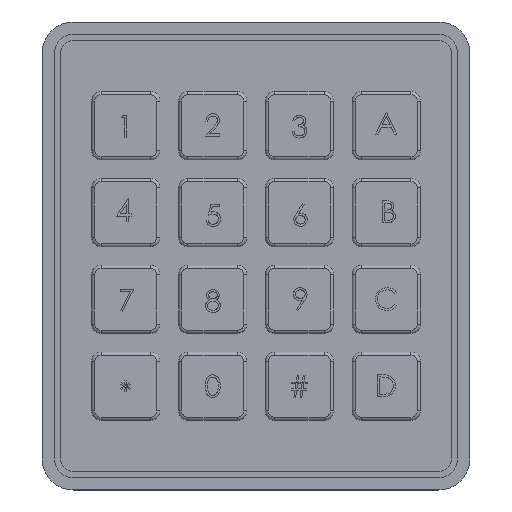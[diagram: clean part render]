
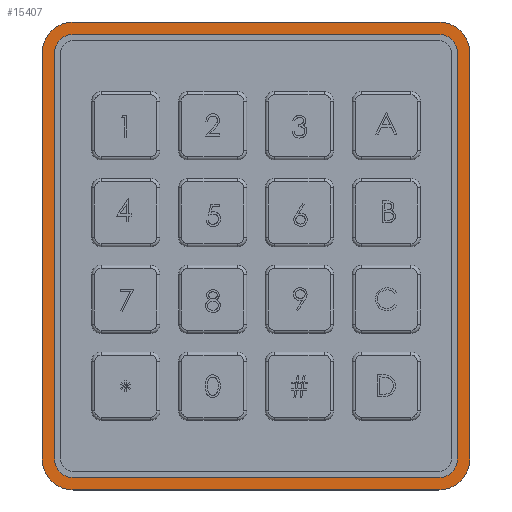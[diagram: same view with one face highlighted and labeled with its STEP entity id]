
A CAD part, top view. The second image highlights one B-rep face of the part: STEP entity #15407.
In plain terms, the highlighted planar face has unit normal (0, 0, 1).
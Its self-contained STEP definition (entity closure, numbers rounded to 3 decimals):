
#90 = LINE ( 'NONE', #20530, #12029 ) ;
#318 = PLANE ( 'NONE',  #4074 ) ;
#378 = VERTEX_POINT ( 'NONE', #6470 ) ;
#769 = VERTEX_POINT ( 'NONE', #19929 ) ;
#1358 = VECTOR ( 'NONE', #20123, 1000. ) ;
#1503 = CARTESIAN_POINT ( 'NONE',  ( -32.5, 32.75, 1. ) ) ;
#1510 = ORIENTED_EDGE ( 'NONE', *, *, #16968, .F. ) ;
#1648 = EDGE_CURVE ( 'NONE', #18174, #21428, #16461, .T. ) ;
#1797 = AXIS2_PLACEMENT_3D ( 'NONE', #3340, #20868, #14281 ) ;
#1883 = LINE ( 'NONE', #21652, #9836 ) ;
#1960 = LINE ( 'NONE', #14968, #14984 ) ;
#2061 = ORIENTED_EDGE ( 'NONE', *, *, #12435, .F. ) ;
#2169 = CIRCLE ( 'NONE', #20695, 5. ) ;
#2202 = VERTEX_POINT ( 'NONE', #3357 ) ;
#2340 = CARTESIAN_POINT ( 'NONE',  ( -29.5, -37.75, 1. ) ) ;
#3214 = VERTEX_POINT ( 'NONE', #4897 ) ;
#3340 = CARTESIAN_POINT ( 'NONE',  ( 29.5, 32.75, 1. ) ) ;
#3357 = CARTESIAN_POINT ( 'NONE',  ( -32.5, -32.75, 1. ) ) ;
#3415 = ORIENTED_EDGE ( 'NONE', *, *, #10153, .T. ) ;
#3589 = CARTESIAN_POINT ( 'NONE',  ( -29.5, -35.75, 1. ) ) ;
#3637 = CARTESIAN_POINT ( 'NONE',  ( -29.5, 32.75, 1. ) ) ;
#3671 = ORIENTED_EDGE ( 'NONE', *, *, #16071, .T. ) ;
#3791 = CARTESIAN_POINT ( 'NONE',  ( -29.5, 32.75, 1. ) ) ;
#3832 = ORIENTED_EDGE ( 'NONE', *, *, #20197, .T. ) ;
#3976 = VERTEX_POINT ( 'NONE', #18298 ) ;
#4074 = AXIS2_PLACEMENT_3D ( 'NONE', #3637, #7105, #13868 ) ;
#4423 = CIRCLE ( 'NONE', #1797, 3. ) ;
#4443 = VERTEX_POINT ( 'NONE', #5648 ) ;
#4564 = AXIS2_PLACEMENT_3D ( 'NONE', #9725, #4825, #15018 ) ;
#4825 = DIRECTION ( 'NONE',  ( 0., 0., 1. ) ) ;
#4852 = DIRECTION ( 'NONE',  ( 0., 1., 0. ) ) ;
#4897 = CARTESIAN_POINT ( 'NONE',  ( 34.5, -32.75, 1. ) ) ;
#4931 = DIRECTION ( 'NONE',  ( 0., 0., 1. ) ) ;
#5018 = DIRECTION ( 'NONE',  ( -1., 0., 0. ) ) ;
#5030 = CARTESIAN_POINT ( 'NONE',  ( 29.5, -35.75, 1. ) ) ;
#5138 = DIRECTION ( 'NONE',  ( 0., 0., 1. ) ) ;
#5311 = CARTESIAN_POINT ( 'NONE',  ( 32.5, -32.75, 1. ) ) ;
#5575 = CARTESIAN_POINT ( 'NONE',  ( -29.5, 32.75, 1. ) ) ;
#5648 = CARTESIAN_POINT ( 'NONE',  ( 29.5, -37.75, 1. ) ) ;
#5949 = ORIENTED_EDGE ( 'NONE', *, *, #21003, .T. ) ;
#6059 = DIRECTION ( 'NONE',  ( -1., 0., 0. ) ) ;
#6433 = CARTESIAN_POINT ( 'NONE',  ( 29.5, 35.75, 1. ) ) ;
#6470 = CARTESIAN_POINT ( 'NONE',  ( -34.5, 32.75, 1. ) ) ;
#6703 = ORIENTED_EDGE ( 'NONE', *, *, #8818, .T. ) ;
#6803 = EDGE_CURVE ( 'NONE', #20415, #21967, #8174, .T. ) ;
#7105 = DIRECTION ( 'NONE',  ( 0., 0., 1. ) ) ;
#7361 = CARTESIAN_POINT ( 'NONE',  ( 29.5, 35.75, 1. ) ) ;
#7766 = EDGE_CURVE ( 'NONE', #16791, #18174, #4423, .T. ) ;
#8174 = LINE ( 'NONE', #17402, #9229 ) ;
#8240 = VECTOR ( 'NONE', #5018, 1000. ) ;
#8607 = CARTESIAN_POINT ( 'NONE',  ( -34.5, -32.75, 1. ) ) ;
#8763 = ORIENTED_EDGE ( 'NONE', *, *, #20831, .F. ) ;
#8796 = VERTEX_POINT ( 'NONE', #15152 ) ;
#8818 = EDGE_CURVE ( 'NONE', #21997, #769, #13691, .T. ) ;
#9156 = VERTEX_POINT ( 'NONE', #5311 ) ;
#9177 = CARTESIAN_POINT ( 'NONE',  ( 29.5, -32.75, 1. ) ) ;
#9229 = VECTOR ( 'NONE', #6059, 1000. ) ;
#9286 = DIRECTION ( 'NONE',  ( 1., 0., 0. ) ) ;
#9542 = ORIENTED_EDGE ( 'NONE', *, *, #11004, .F. ) ;
#9600 = VECTOR ( 'NONE', #17073, 1000. ) ;
#9725 = CARTESIAN_POINT ( 'NONE',  ( 29.5, -32.75, 1. ) ) ;
#9771 = CIRCLE ( 'NONE', #16372, 5. ) ;
#9836 = VECTOR ( 'NONE', #12139, 1000. ) ;
#9983 = CARTESIAN_POINT ( 'NONE',  ( 29.5, 32.75, 1. ) ) ;
#10153 = EDGE_CURVE ( 'NONE', #3214, #3976, #1960, .T. ) ;
#10171 = CARTESIAN_POINT ( 'NONE',  ( -29.5, 37.75, 1. ) ) ;
#10737 = DIRECTION ( 'NONE',  ( 0., 0., 1. ) ) ;
#10960 = EDGE_CURVE ( 'NONE', #378, #21997, #90, .T. ) ;
#11004 = EDGE_CURVE ( 'NONE', #2202, #20065, #12551, .T. ) ;
#12029 = VECTOR ( 'NONE', #15495, 1000. ) ;
#12139 = DIRECTION ( 'NONE',  ( 0., 1., 0. ) ) ;
#12302 = DIRECTION ( 'NONE',  ( 1., 0., 0. ) ) ;
#12435 = EDGE_CURVE ( 'NONE', #20065, #13500, #16247, .T. ) ;
#12551 = CIRCLE ( 'NONE', #14784, 3. ) ;
#13222 = EDGE_CURVE ( 'NONE', #8796, #2202, #17804, .T. ) ;
#13358 = AXIS2_PLACEMENT_3D ( 'NONE', #18816, #13794, #17332 ) ;
#13500 = VERTEX_POINT ( 'NONE', #5030 ) ;
#13691 = CIRCLE ( 'NONE', #13358, 5. ) ;
#13734 = EDGE_CURVE ( 'NONE', #769, #4443, #21782, .T. ) ;
#13794 = DIRECTION ( 'NONE',  ( 0., 0., 1. ) ) ;
#13868 = DIRECTION ( 'NONE',  ( 1., 0., 0. ) ) ;
#14281 = DIRECTION ( 'NONE',  ( 1., 0., 0. ) ) ;
#14523 = CARTESIAN_POINT ( 'NONE',  ( -29.5, -35.75, 1. ) ) ;
#14537 = CIRCLE ( 'NONE', #4564, 5. ) ;
#14784 = AXIS2_PLACEMENT_3D ( 'NONE', #17394, #10737, #12302 ) ;
#14968 = CARTESIAN_POINT ( 'NONE',  ( 34.5, -32.75, 1. ) ) ;
#14984 = VECTOR ( 'NONE', #4852, 1000. ) ;
#15018 = DIRECTION ( 'NONE',  ( 1., 0., 0. ) ) ;
#15152 = CARTESIAN_POINT ( 'NONE',  ( -32.5, 32.75, 1. ) ) ;
#15229 = FACE_BOUND ( 'NONE', #21735, .T. ) ;
#15278 = ORIENTED_EDGE ( 'NONE', *, *, #1648, .F. ) ;
#15407 = ADVANCED_FACE ( 'NONE', ( #15743, #15229 ), #318, .T. ) ;
#15495 = DIRECTION ( 'NONE',  ( 0., -1., 0. ) ) ;
#15743 = FACE_OUTER_BOUND ( 'NONE', #17208, .T. ) ;
#16071 = EDGE_CURVE ( 'NONE', #21967, #378, #2169, .T. ) ;
#16247 = LINE ( 'NONE', #3589, #9600 ) ;
#16372 = AXIS2_PLACEMENT_3D ( 'NONE', #9983, #4931, #16804 ) ;
#16449 = CARTESIAN_POINT ( 'NONE',  ( 32.5, 32.75, 1. ) ) ;
#16461 = LINE ( 'NONE', #6433, #8240 ) ;
#16680 = EDGE_CURVE ( 'NONE', #13500, #9156, #17022, .T. ) ;
#16723 = CARTESIAN_POINT ( 'NONE',  ( -29.5, 35.75, 1. ) ) ;
#16791 = VERTEX_POINT ( 'NONE', #16449 ) ;
#16804 = DIRECTION ( 'NONE',  ( 1., 0., 0. ) ) ;
#16815 = ORIENTED_EDGE ( 'NONE', *, *, #16680, .F. ) ;
#16968 = EDGE_CURVE ( 'NONE', #9156, #16791, #1883, .T. ) ;
#17010 = ORIENTED_EDGE ( 'NONE', *, *, #13734, .T. ) ;
#17022 = CIRCLE ( 'NONE', #21303, 3. ) ;
#17073 = DIRECTION ( 'NONE',  ( 1., 0., 0. ) ) ;
#17208 = EDGE_LOOP ( 'NONE', ( #3671, #17715, #6703, #17010, #5949, #3415, #3832, #19190 ) ) ;
#17332 = DIRECTION ( 'NONE',  ( -1., 0., 0. ) ) ;
#17394 = CARTESIAN_POINT ( 'NONE',  ( -29.5, -32.75, 1. ) ) ;
#17402 = CARTESIAN_POINT ( 'NONE',  ( -29.5, 37.75, 1. ) ) ;
#17595 = DIRECTION ( 'NONE',  ( 0., 0., 1. ) ) ;
#17685 = DIRECTION ( 'NONE',  ( 1., 0., 0. ) ) ;
#17715 = ORIENTED_EDGE ( 'NONE', *, *, #10960, .T. ) ;
#17772 = DIRECTION ( 'NONE',  ( 0., 0., 1. ) ) ;
#17804 = LINE ( 'NONE', #1503, #1358 ) ;
#17980 = CARTESIAN_POINT ( 'NONE',  ( 29.5, 37.75, 1. ) ) ;
#18174 = VERTEX_POINT ( 'NONE', #7361 ) ;
#18298 = CARTESIAN_POINT ( 'NONE',  ( 34.5, 32.75, 1. ) ) ;
#18474 = DIRECTION ( 'NONE',  ( 1., 0., 0. ) ) ;
#18606 = ORIENTED_EDGE ( 'NONE', *, *, #7766, .F. ) ;
#18816 = CARTESIAN_POINT ( 'NONE',  ( -29.5, -32.75, 1. ) ) ;
#19006 = CIRCLE ( 'NONE', #19324, 3. ) ;
#19190 = ORIENTED_EDGE ( 'NONE', *, *, #6803, .T. ) ;
#19324 = AXIS2_PLACEMENT_3D ( 'NONE', #5575, #17595, #9286 ) ;
#19831 = ORIENTED_EDGE ( 'NONE', *, *, #13222, .F. ) ;
#19929 = CARTESIAN_POINT ( 'NONE',  ( -29.5, -37.75, 1. ) ) ;
#20065 = VERTEX_POINT ( 'NONE', #14523 ) ;
#20123 = DIRECTION ( 'NONE',  ( 0., -1., 0. ) ) ;
#20197 = EDGE_CURVE ( 'NONE', #3976, #20415, #9771, .T. ) ;
#20415 = VERTEX_POINT ( 'NONE', #17980 ) ;
#20530 = CARTESIAN_POINT ( 'NONE',  ( -34.5, -32.75, 1. ) ) ;
#20695 = AXIS2_PLACEMENT_3D ( 'NONE', #3791, #5138, #18474 ) ;
#20831 = EDGE_CURVE ( 'NONE', #21428, #8796, #19006, .T. ) ;
#20868 = DIRECTION ( 'NONE',  ( 0., 0., 1. ) ) ;
#20881 = DIRECTION ( 'NONE',  ( 1., 0., 0. ) ) ;
#20974 = VECTOR ( 'NONE', #17685, 1000. ) ;
#21003 = EDGE_CURVE ( 'NONE', #4443, #3214, #14537, .T. ) ;
#21303 = AXIS2_PLACEMENT_3D ( 'NONE', #9177, #17772, #20881 ) ;
#21428 = VERTEX_POINT ( 'NONE', #16723 ) ;
#21652 = CARTESIAN_POINT ( 'NONE',  ( 32.5, -32.75, 1. ) ) ;
#21735 = EDGE_LOOP ( 'NONE', ( #19831, #8763, #15278, #18606, #1510, #16815, #2061, #9542 ) ) ;
#21782 = LINE ( 'NONE', #2340, #20974 ) ;
#21967 = VERTEX_POINT ( 'NONE', #10171 ) ;
#21997 = VERTEX_POINT ( 'NONE', #8607 ) ;
